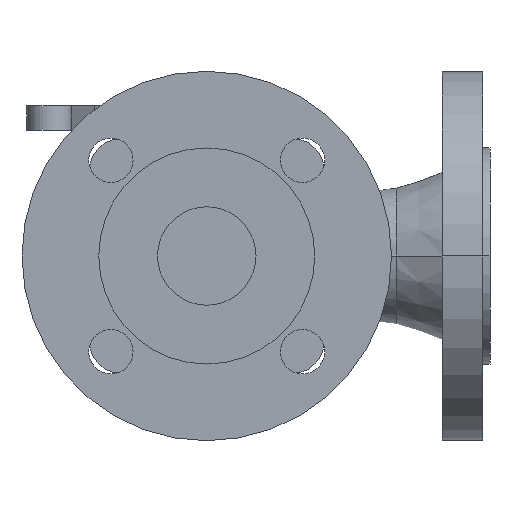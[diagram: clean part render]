
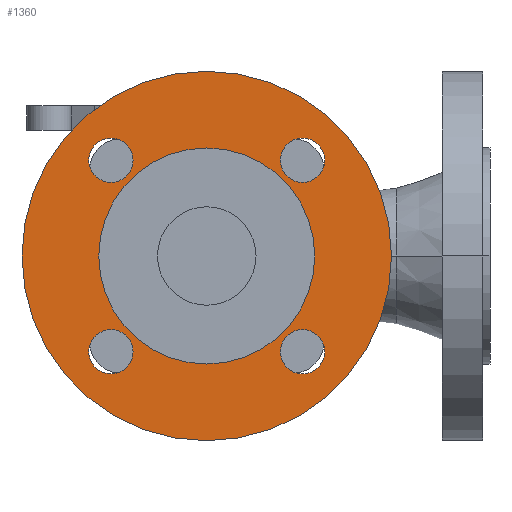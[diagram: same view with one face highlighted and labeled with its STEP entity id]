
A CAD part, front view. The second image highlights one B-rep face of the part: STEP entity #1360.
In plain terms, the highlighted planar face has unit normal (0, -1, 0).
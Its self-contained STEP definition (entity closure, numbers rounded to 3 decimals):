
#410=CARTESIAN_POINT('',(-59.425,3.,0.));
#420=DIRECTION('',(0.,-1.,-0.));
#430=DIRECTION('',(-1.,0.,0.));
#440=AXIS2_PLACEMENT_3D('',#410,#420,#430);
#450=PLANE('',#440);
#460=CARTESIAN_POINT('',(-38.891,3.,-38.891));
#470=DIRECTION('',(-0.,1.,0.));
#480=DIRECTION('',(1.,0.,0.));
#490=AXIS2_PLACEMENT_3D('',#460,#470,#480);
#500=CIRCLE('',#490,9.);
#510=CARTESIAN_POINT('',(-29.891,3.,-38.891));
#520=VERTEX_POINT('',#510);
#530=CARTESIAN_POINT('',(-47.891,3.,-38.891));
#540=VERTEX_POINT('',#530);
#550=EDGE_CURVE('',#520,#540,#500,.T.);
#560=ORIENTED_EDGE('',*,*,#550,.T.);
#570=EDGE_CURVE('',#540,#520,#500,.T.);
#580=ORIENTED_EDGE('',*,*,#570,.T.);
#590=EDGE_LOOP('',(#580,#560));
#600=FACE_BOUND('',#590,.T.);
#610=CARTESIAN_POINT('',(-38.891,3.,38.891));
#620=DIRECTION('',(-0.,1.,0.));
#630=DIRECTION('',(1.,0.,0.));
#640=AXIS2_PLACEMENT_3D('',#610,#620,#630);
#650=CIRCLE('',#640,9.);
#660=CARTESIAN_POINT('',(-47.891,3.,38.891));
#670=VERTEX_POINT('',#660);
#680=CARTESIAN_POINT('',(-29.891,3.,38.891));
#690=VERTEX_POINT('',#680);
#700=EDGE_CURVE('',#670,#690,#650,.T.);
#710=ORIENTED_EDGE('',*,*,#700,.T.);
#720=EDGE_CURVE('',#690,#670,#650,.T.);
#730=ORIENTED_EDGE('',*,*,#720,.T.);
#740=EDGE_LOOP('',(#730,#710));
#750=FACE_BOUND('',#740,.T.);
#760=CARTESIAN_POINT('',(38.891,3.,38.891));
#770=DIRECTION('',(-0.,1.,0.));
#780=DIRECTION('',(1.,0.,0.));
#790=AXIS2_PLACEMENT_3D('',#760,#770,#780);
#800=CIRCLE('',#790,9.);
#810=CARTESIAN_POINT('',(29.891,3.,38.891));
#820=VERTEX_POINT('',#810);
#830=CARTESIAN_POINT('',(47.891,3.,38.891));
#840=VERTEX_POINT('',#830);
#850=EDGE_CURVE('',#820,#840,#800,.T.);
#860=ORIENTED_EDGE('',*,*,#850,.T.);
#870=EDGE_CURVE('',#840,#820,#800,.T.);
#880=ORIENTED_EDGE('',*,*,#870,.T.);
#890=EDGE_LOOP('',(#880,#860));
#900=FACE_BOUND('',#890,.T.);
#910=CARTESIAN_POINT('',(38.891,3.,-38.891));
#920=DIRECTION('',(-0.,1.,0.));
#930=DIRECTION('',(1.,0.,0.));
#940=AXIS2_PLACEMENT_3D('',#910,#920,#930);
#950=CIRCLE('',#940,9.);
#960=CARTESIAN_POINT('',(47.891,3.,-38.891));
#970=VERTEX_POINT('',#960);
#980=CARTESIAN_POINT('',(29.891,3.,-38.891));
#990=VERTEX_POINT('',#980);
#1000=EDGE_CURVE('',#970,#990,#950,.T.);
#1010=ORIENTED_EDGE('',*,*,#1000,.T.);
#1020=EDGE_CURVE('',#990,#970,#950,.T.);
#1030=ORIENTED_EDGE('',*,*,#1020,.T.);
#1040=EDGE_LOOP('',(#1030,#1010));
#1050=FACE_BOUND('',#1040,.T.);
#1060=CARTESIAN_POINT('',(0.,3.,0.));
#1070=DIRECTION('',(0.,-1.,-0.));
#1080=DIRECTION('',(-1.,0.,0.));
#1090=AXIS2_PLACEMENT_3D('',#1060,#1070,#1080);
#1100=CIRCLE('',#1090,43.85);
#1110=CARTESIAN_POINT('',(43.85,3.,0.));
#1120=VERTEX_POINT('',#1110);
#1130=CARTESIAN_POINT('',(-43.85,3.,0.));
#1140=VERTEX_POINT('',#1130);
#1150=EDGE_CURVE('',#1120,#1140,#1100,.T.);
#1160=ORIENTED_EDGE('',*,*,#1150,.F.);
#1170=EDGE_CURVE('',#1140,#1120,#1100,.T.);
#1180=ORIENTED_EDGE('',*,*,#1170,.F.);
#1190=EDGE_LOOP('',(#1180,#1160));
#1200=FACE_BOUND('',#1190,.T.);
#1210=CARTESIAN_POINT('',(0.,3.,0.));
#1220=DIRECTION('',(0.,-1.,-0.));
#1230=DIRECTION('',(-1.,0.,0.));
#1240=AXIS2_PLACEMENT_3D('',#1210,#1220,#1230);
#1250=CIRCLE('',#1240,75.);
#1260=CARTESIAN_POINT('',(-75.,3.,0.));
#1270=VERTEX_POINT('',#1260);
#1280=CARTESIAN_POINT('',(75.,3.,0.));
#1290=VERTEX_POINT('',#1280);
#1300=EDGE_CURVE('',#1270,#1290,#1250,.T.);
#1310=ORIENTED_EDGE('',*,*,#1300,.T.);
#1320=EDGE_CURVE('',#1290,#1270,#1250,.T.);
#1330=ORIENTED_EDGE('',*,*,#1320,.T.);
#1340=EDGE_LOOP('',(#1330,#1310));
#1350=FACE_OUTER_BOUND('',#1340,.T.);
#1360=ADVANCED_FACE('',(#600,#750,#900,#1050,#1200,#1350),#450,.T.);
